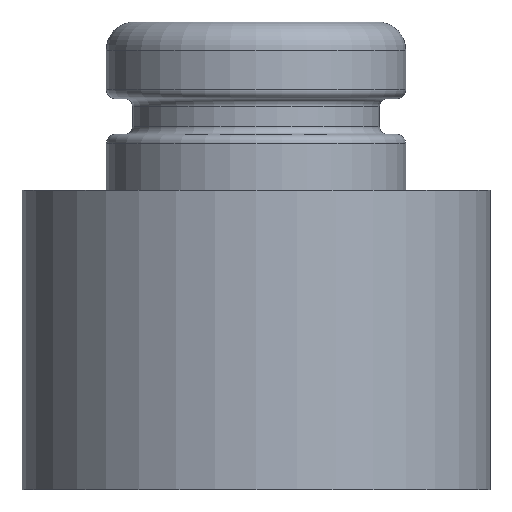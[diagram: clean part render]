
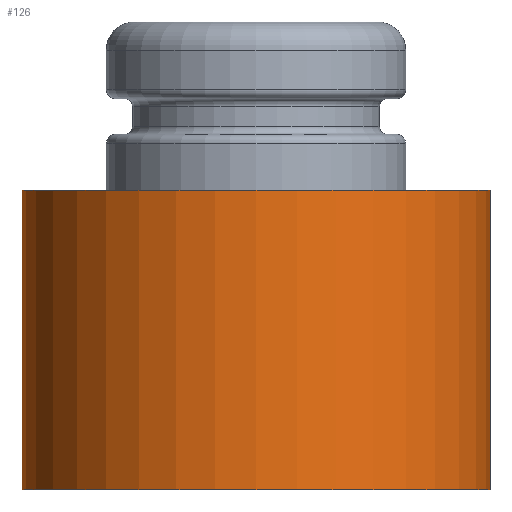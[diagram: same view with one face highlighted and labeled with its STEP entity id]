
A CAD part, front view. The second image highlights one B-rep face of the part: STEP entity #126.
In plain terms, the highlighted cylindrical face has radius 12.5 mm (diameter 25 mm), a partial arc.
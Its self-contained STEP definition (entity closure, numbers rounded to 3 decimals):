
#126=ADVANCED_FACE('',(#259),#260,.T.);
#259=FACE_OUTER_BOUND('',#407,.T.);
#260=CYLINDRICAL_SURFACE('',#408,12.5);
#407=EDGE_LOOP('',(#650,#651,#652,#653));
#408=AXIS2_PLACEMENT_3D('',#654,#655,#656);
#650=ORIENTED_EDGE('',*,*,#862,.F.);
#651=ORIENTED_EDGE('',*,*,#901,.F.);
#652=ORIENTED_EDGE('',*,*,#864,.F.);
#653=ORIENTED_EDGE('',*,*,#902,.T.);
#654=CARTESIAN_POINT('',(10.704,150.197,4.0));
#655=DIRECTION('',(0.0,0.0,-1.0));
#656=DIRECTION('',(1.0,0.0,0.0));
#862=EDGE_CURVE('',#1022,#1023,#1024,.T.);
#864=EDGE_CURVE('',#1025,#1027,#1028,.T.);
#901=EDGE_CURVE('',#1027,#1022,#1075,.T.);
#902=EDGE_CURVE('',#1025,#1023,#1076,.T.);
#1022=VERTEX_POINT('',#1272);
#1023=VERTEX_POINT('',#1273);
#1024=LINE('',#1274,#1275);
#1025=VERTEX_POINT('',#1276);
#1027=VERTEX_POINT('',#1278);
#1028=LINE('',#1279,#1280);
#1075=CIRCLE('',#1362,12.5);
#1076=CIRCLE('',#1363,12.5);
#1272=CARTESIAN_POINT('',(23.204,150.197,4.0));
#1273=CARTESIAN_POINT('',(23.204,150.197,-12.0));
#1274=CARTESIAN_POINT('',(23.204,150.197,4.0));
#1275=VECTOR('',#1528,1.0);
#1276=CARTESIAN_POINT('',(-1.796,150.197,-12.0));
#1278=CARTESIAN_POINT('',(-1.796,150.197,4.0));
#1279=CARTESIAN_POINT('',(-1.796,150.197,4.0));
#1280=VECTOR('',#1532,1.0);
#1362=AXIS2_PLACEMENT_3D('',#1598,#1599,#1600);
#1363=AXIS2_PLACEMENT_3D('',#1601,#1602,#1603);
#1528=DIRECTION('',(0.0,0.0,-1.0));
#1532=DIRECTION('',(-0.0,-0.0,1.0));
#1598=CARTESIAN_POINT('',(10.704,150.197,4.0));
#1599=DIRECTION('',(0.0,0.0,1.0));
#1600=DIRECTION('',(1.0,0.0,0.0));
#1601=CARTESIAN_POINT('',(10.704,150.197,-12.0));
#1602=DIRECTION('',(0.0,0.0,1.0));
#1603=DIRECTION('',(1.0,0.0,0.0));
